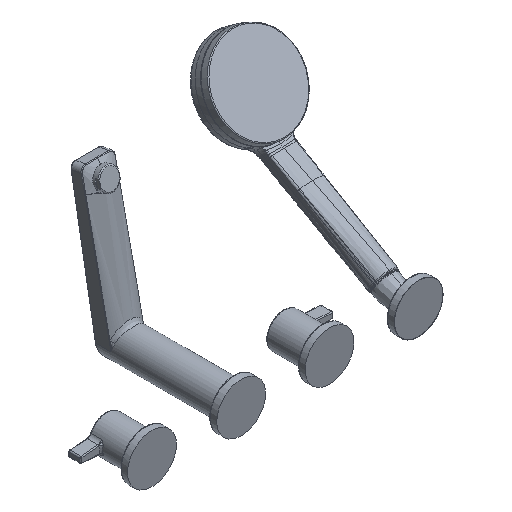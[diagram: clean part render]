
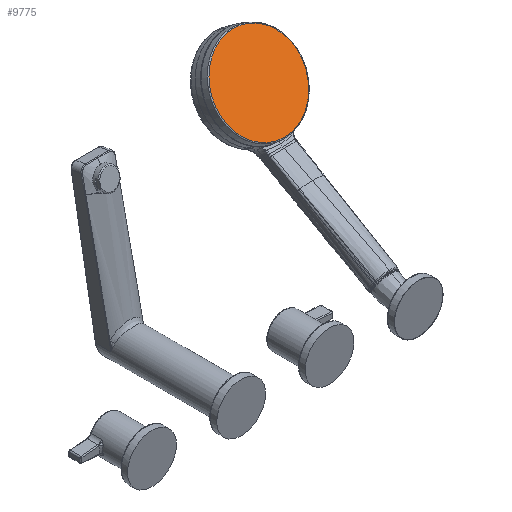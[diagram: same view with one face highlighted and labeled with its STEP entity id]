
A CAD part, isometric view. The second image highlights one B-rep face of the part: STEP entity #9775.
In plain terms, the highlighted planar face has unit normal (0, -0.804, 0.595).
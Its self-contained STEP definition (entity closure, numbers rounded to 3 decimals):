
#705 = PLANE ( 'NONE',  #11263 ) ;
#3409 = CARTESIAN_POINT ( 'NONE',  ( 190.193, 183.6, 130.207 ) ) ;
#3542 = CIRCLE ( 'NONE', #10377, 48.34 ) ;
#3821 = DIRECTION ( 'NONE',  ( 0., 0.804, -0.595 ) ) ;
#4272 = FACE_OUTER_BOUND ( 'NONE', #6338, .T. ) ;
#4962 = DIRECTION ( 'NONE',  ( -1., 0., 0. ) ) ;
#6338 = EDGE_LOOP ( 'NONE', ( #16856 ) ) ;
#7985 = CARTESIAN_POINT ( 'NONE',  ( 141.853, 183.6, 130.207 ) ) ;
#9775 = ADVANCED_FACE ( 'NONE', ( #4272 ), #705, .F. ) ;
#10377 = AXIS2_PLACEMENT_3D ( 'NONE', #3409, #14063, #4962 ) ;
#11263 = AXIS2_PLACEMENT_3D ( 'NONE', #12936, #3821, #14471 ) ;
#12663 = EDGE_CURVE ( 'NONE', #13365, #13365, #3542, .T. ) ;
#12936 = CARTESIAN_POINT ( 'NONE',  ( 190.193, 183.6, 130.207 ) ) ;
#13365 = VERTEX_POINT ( 'NONE', #7985 ) ;
#14063 = DIRECTION ( 'NONE',  ( 0., -0.804, 0.595 ) ) ;
#14471 = DIRECTION ( 'NONE',  ( -1., 0., 0. ) ) ;
#16856 = ORIENTED_EDGE ( 'NONE', *, *, #12663, .T. ) ;
